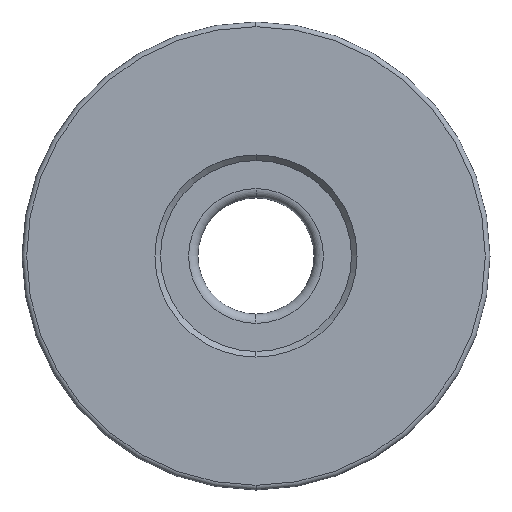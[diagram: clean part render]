
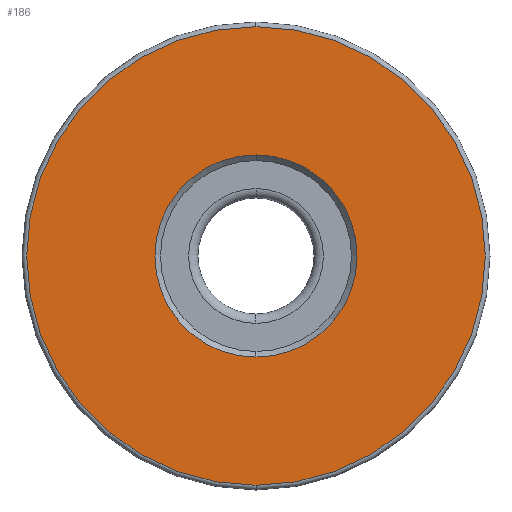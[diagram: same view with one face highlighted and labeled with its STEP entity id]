
A CAD part, front view. The second image highlights one B-rep face of the part: STEP entity #186.
In plain terms, the highlighted planar face has unit normal (0, -1, 0).
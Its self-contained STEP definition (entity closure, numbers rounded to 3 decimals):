
#7 = VERTEX_POINT ( 'NONE', #57 ) ;
#8 = CARTESIAN_POINT ( 'NONE',  ( -4.682, -5.595, 12.75 ) ) ;
#9 = VERTEX_POINT ( 'NONE', #108 ) ;
#30 = CARTESIAN_POINT ( 'NONE',  ( -4.682, -5.595, 25. ) ) ;
#37 = DIRECTION ( 'NONE',  ( 0., -1., 0. ) ) ;
#38 = DIRECTION ( 'NONE',  ( 0., 1., 0. ) ) ;
#44 = EDGE_LOOP ( 'NONE', ( #289, #103 ) ) ;
#46 = VERTEX_POINT ( 'NONE', #440 ) ;
#57 = CARTESIAN_POINT ( 'NONE',  ( -4.682, -5.595, 19.6 ) ) ;
#86 = DIRECTION ( 'NONE',  ( 0., 0., 1. ) ) ;
#94 = EDGE_LOOP ( 'NONE', ( #419, #157 ) ) ;
#102 = EDGE_CURVE ( 'NONE', #9, #7, #139, .T. ) ;
#103 = ORIENTED_EDGE ( 'NONE', *, *, #102, .T. ) ;
#104 = AXIS2_PLACEMENT_3D ( 'NONE', #507, #361, #363 ) ;
#108 = CARTESIAN_POINT ( 'NONE',  ( -4.682, -5.595, 30.4 ) ) ;
#120 = EDGE_CURVE ( 'NONE', #264, #46, #485, .T. ) ;
#126 = PLANE ( 'NONE',  #104 ) ;
#132 = DIRECTION ( 'NONE',  ( 0., 1., 0. ) ) ;
#139 = CIRCLE ( 'NONE', #160, 5.4 ) ;
#157 = ORIENTED_EDGE ( 'NONE', *, *, #120, .T. ) ;
#160 = AXIS2_PLACEMENT_3D ( 'NONE', #277, #132, #457 ) ;
#184 = FACE_OUTER_BOUND ( 'NONE', #94, .T. ) ;
#186 = ADVANCED_FACE ( 'NONE', ( #184, #321 ), #126, .F. ) ;
#192 = CARTESIAN_POINT ( 'NONE',  ( -4.682, -5.595, 25. ) ) ;
#223 = DIRECTION ( 'NONE',  ( 0., 0., 1. ) ) ;
#251 = CARTESIAN_POINT ( 'NONE',  ( -4.682, -5.595, 25. ) ) ;
#254 = DIRECTION ( 'NONE',  ( 0., 0., 1. ) ) ;
#258 = CIRCLE ( 'NONE', #491, 12.25 ) ;
#264 = VERTEX_POINT ( 'NONE', #8 ) ;
#277 = CARTESIAN_POINT ( 'NONE',  ( -4.682, -5.595, 25. ) ) ;
#289 = ORIENTED_EDGE ( 'NONE', *, *, #605, .T. ) ;
#304 = AXIS2_PLACEMENT_3D ( 'NONE', #30, #37, #86 ) ;
#321 = FACE_BOUND ( 'NONE', #44, .T. ) ;
#361 = DIRECTION ( 'NONE',  ( 0., 1., 0. ) ) ;
#363 = DIRECTION ( 'NONE',  ( 0., 0., 1. ) ) ;
#376 = CIRCLE ( 'NONE', #502, 5.4 ) ;
#419 = ORIENTED_EDGE ( 'NONE', *, *, #420, .T. ) ;
#420 = EDGE_CURVE ( 'NONE', #46, #264, #258, .T. ) ;
#439 = DIRECTION ( 'NONE',  ( 0., -1., 0. ) ) ;
#440 = CARTESIAN_POINT ( 'NONE',  ( -4.682, -5.595, 37.25 ) ) ;
#457 = DIRECTION ( 'NONE',  ( 0., 0., 1. ) ) ;
#485 = CIRCLE ( 'NONE', #304, 12.25 ) ;
#491 = AXIS2_PLACEMENT_3D ( 'NONE', #251, #439, #254 ) ;
#502 = AXIS2_PLACEMENT_3D ( 'NONE', #192, #38, #223 ) ;
#507 = CARTESIAN_POINT ( 'NONE',  ( -4.682, -5.595, 25. ) ) ;
#605 = EDGE_CURVE ( 'NONE', #7, #9, #376, .T. ) ;
